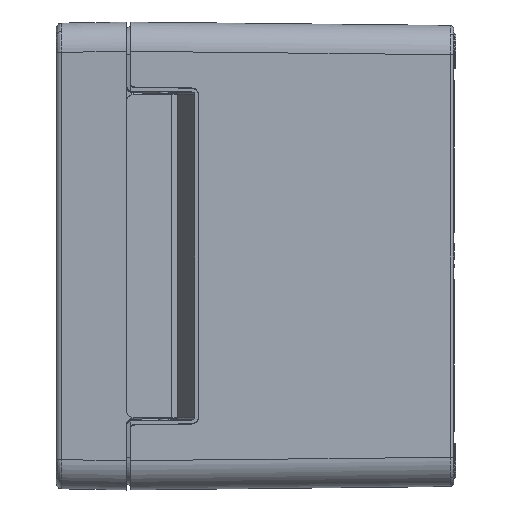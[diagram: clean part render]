
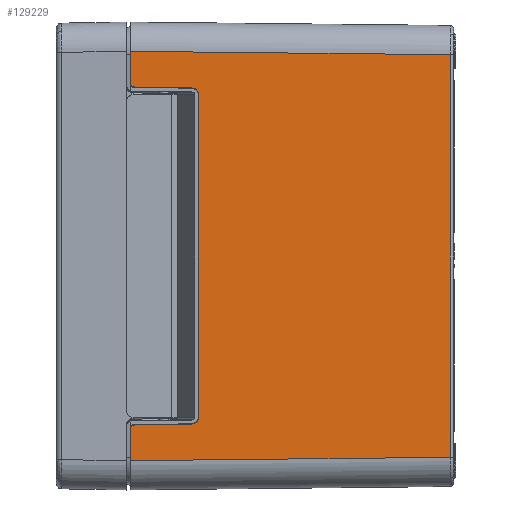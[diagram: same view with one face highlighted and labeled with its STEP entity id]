
A CAD part, left-side view. The second image highlights one B-rep face of the part: STEP entity #129229.
In plain terms, the highlighted planar face has unit normal (-1, -0.011, 0).
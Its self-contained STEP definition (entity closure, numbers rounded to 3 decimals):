
#3992 = ORIENTED_EDGE ( 'NONE', *, *, #10004, .T. ) ;
#4763 = VERTEX_POINT ( 'NONE', #19691 ) ;
#4842 = EDGE_CURVE ( 'NONE', #111959, #4763, #20422, .T. ) ;
#5019 = EDGE_CURVE ( 'NONE', #129163, #111959, #21337, .T. ) ;
#5049 = ORIENTED_EDGE ( 'NONE', *, *, #4842, .T. ) ;
#5533 = ORIENTED_EDGE ( 'NONE', *, *, #5019, .T. ) ;
#5705 = VERTEX_POINT ( 'NONE', #25271 ) ;
#5963 = VERTEX_POINT ( 'NONE', #26604 ) ;
#6015 = VERTEX_POINT ( 'NONE', #26707 ) ;
#6030 = ORIENTED_EDGE ( 'NONE', *, *, #7054, .T. ) ;
#6075 = ORIENTED_EDGE ( 'NONE', *, *, #129279, .T. ) ;
#7054 = EDGE_CURVE ( 'NONE', #5705, #127557, #31048, .T. ) ;
#7279 = ORIENTED_EDGE ( 'NONE', *, *, #7285, .F. ) ;
#7285 = EDGE_CURVE ( 'NONE', #5705, #5963, #32056, .T. ) ;
#7477 = VERTEX_POINT ( 'NONE', #32774 ) ;
#9368 = EDGE_CURVE ( 'NONE', #7477, #9482, #40950, .T. ) ;
#9482 = VERTEX_POINT ( 'NONE', #41623 ) ;
#9491 = EDGE_CURVE ( 'NONE', #6015, #9482, #41667, .T. ) ;
#9645 = ORIENTED_EDGE ( 'NONE', *, *, #9491, .T. ) ;
#9698 = ORIENTED_EDGE ( 'NONE', *, *, #9368, .F. ) ;
#9893 = ORIENTED_EDGE ( 'NONE', *, *, #10020, .T. ) ;
#10004 = EDGE_CURVE ( 'NONE', #4763, #119450, #44089, .T. ) ;
#10020 = EDGE_CURVE ( 'NONE', #119773, #10203, #44152, .T. ) ;
#10067 = ORIENTED_EDGE ( 'NONE', *, *, #10181, .T. ) ;
#10181 = EDGE_CURVE ( 'NONE', #10203, #6015, #44676, .T. ) ;
#10203 = VERTEX_POINT ( 'NONE', #44716 ) ;
#10228 = ORIENTED_EDGE ( 'NONE', *, *, #119817, .T. ) ;
#12096 = ORIENTED_EDGE ( 'NONE', *, *, #12234, .T. ) ;
#12234 = EDGE_CURVE ( 'NONE', #7477, #5963, #51337, .T. ) ;
#19691 = CARTESIAN_POINT ( 'NONE',  ( -148.528, -140.516, 86.029 ) ) ;
#20417 = DIRECTION ( 'NONE',  ( 0., 0., 1. ) ) ;
#20419 = VECTOR ( 'NONE', #20417, 1000. ) ;
#20420 = CARTESIAN_POINT ( 'NONE',  ( -148.528, -140.516, 100. ) ) ;
#20422 = LINE ( 'NONE', #20420, #20419 ) ;
#21333 = DIRECTION ( 'NONE',  ( 0.01, -1., 0.01 ) ) ;
#21334 = VECTOR ( 'NONE', #21333, 1000. ) ;
#21337 = LINE ( 'NONE', #21341, #21334 ) ;
#21341 = CARTESIAN_POINT ( 'NONE',  ( -149.979, -1.963, -87.48 ) ) ;
#25271 = CARTESIAN_POINT ( 'NONE',  ( -149.948, -4.983, -72.233 ) ) ;
#26604 = CARTESIAN_POINT ( 'NONE',  ( -149.685, -30.052, -71.795 ) ) ;
#26707 = CARTESIAN_POINT ( 'NONE',  ( -149.685, -30.052, 71.795 ) ) ;
#31035 = CARTESIAN_POINT ( 'NONE',  ( -149.958, -4., -73.233 ) ) ;
#31038 = CARTESIAN_POINT ( 'NONE',  ( -149.958, -4., -72.655 ) ) ;
#31040 = CARTESIAN_POINT ( 'NONE',  ( -149.954, -4.405, -72.243 ) ) ;
#31041 = CARTESIAN_POINT ( 'NONE',  ( -149.948, -4.983, -72.233 ) ) ;
#31048 =( BOUNDED_CURVE ( )  B_SPLINE_CURVE ( 3, ( #31041, #31040, #31038, #31035 ),
 .UNSPECIFIED., .F., .T. ) 
 B_SPLINE_CURVE_WITH_KNOTS ( ( 4, 4 ),
 ( 4.73, 6.283 ),
 .UNSPECIFIED. ) 
 CURVE ( )  GEOMETRIC_REPRESENTATION_ITEM ( )  RATIONAL_B_SPLINE_CURVE ( ( 1., 0.809, 0.809, 1. ) ) 
 REPRESENTATION_ITEM ( '' )  );
#32043 = DIRECTION ( 'NONE',  ( 0.01, -1., 0.017 ) ) ;
#32044 = VECTOR ( 'NONE', #32043, 1000. ) ;
#32046 = CARTESIAN_POINT ( 'NONE',  ( -149.973, -2.565, -72.275 ) ) ;
#32056 = LINE ( 'NONE', #32046, #32044 ) ;
#32774 = CARTESIAN_POINT ( 'NONE',  ( -149.654, -33., -68.796 ) ) ;
#40948 = VECTOR ( 'NONE', #40998, 1000. ) ;
#40949 = CARTESIAN_POINT ( 'NONE',  ( -149.654, -33., -72.25 ) ) ;
#40950 = LINE ( 'NONE', #40949, #40948 ) ;
#40998 = DIRECTION ( 'NONE',  ( 0., 0., 1. ) ) ;
#41623 = CARTESIAN_POINT ( 'NONE',  ( -149.654, -33., 68.796 ) ) ;
#41660 = CARTESIAN_POINT ( 'NONE',  ( -149.654, -33., 68.796 ) ) ;
#41661 = CARTESIAN_POINT ( 'NONE',  ( -149.654, -33., 70.529 ) ) ;
#41662 = CARTESIAN_POINT ( 'NONE',  ( -149.667, -31.785, 71.765 ) ) ;
#41663 = CARTESIAN_POINT ( 'NONE',  ( -149.685, -30.052, 71.795 ) ) ;
#41667 =( BOUNDED_CURVE ( )  B_SPLINE_CURVE ( 3, ( #41663, #41662, #41661, #41660 ),
 .UNSPECIFIED., .F., .T. ) 
 B_SPLINE_CURVE_WITH_KNOTS ( ( 4, 4 ),
 ( 4.73, 6.283 ),
 .UNSPECIFIED. ) 
 CURVE ( )  GEOMETRIC_REPRESENTATION_ITEM ( )  RATIONAL_B_SPLINE_CURVE ( ( 1., 0.809, 0.809, 1. ) ) 
 REPRESENTATION_ITEM ( '' )  );
#44086 = DIRECTION ( 'NONE',  ( -0.01, 1., 0.01 ) ) ;
#44087 = VECTOR ( 'NONE', #44086, 1000. ) ;
#44088 = CARTESIAN_POINT ( 'NONE',  ( -150.001, 0.131, 87.502 ) ) ;
#44089 = LINE ( 'NONE', #44088, #44087 ) ;
#44145 = CARTESIAN_POINT ( 'NONE',  ( -149.948, -4.983, 72.233 ) ) ;
#44146 = CARTESIAN_POINT ( 'NONE',  ( -149.954, -4.405, 72.243 ) ) ;
#44147 = CARTESIAN_POINT ( 'NONE',  ( -149.958, -4., 72.655 ) ) ;
#44148 = CARTESIAN_POINT ( 'NONE',  ( -149.958, -4., 73.233 ) ) ;
#44152 =( BOUNDED_CURVE ( )  B_SPLINE_CURVE ( 3, ( #44148, #44147, #44146, #44145 ),
 .UNSPECIFIED., .F., .T. ) 
 B_SPLINE_CURVE_WITH_KNOTS ( ( 4, 4 ),
 ( 0., 1.553 ),
 .UNSPECIFIED. ) 
 CURVE ( )  GEOMETRIC_REPRESENTATION_ITEM ( )  RATIONAL_B_SPLINE_CURVE ( ( 1., 0.809, 0.809, 1. ) ) 
 REPRESENTATION_ITEM ( '' )  );
#44671 = DIRECTION ( 'NONE',  ( 0.01, -1., -0.017 ) ) ;
#44673 = VECTOR ( 'NONE', #44671, 1000. ) ;
#44674 = CARTESIAN_POINT ( 'NONE',  ( -149.973, -2.565, 72.275 ) ) ;
#44676 = LINE ( 'NONE', #44674, #44673 ) ;
#44716 = CARTESIAN_POINT ( 'NONE',  ( -149.948, -4.983, 72.233 ) ) ;
#51327 = CARTESIAN_POINT ( 'NONE',  ( -149.685, -30.052, -71.795 ) ) ;
#51328 = CARTESIAN_POINT ( 'NONE',  ( -149.667, -31.785, -71.765 ) ) ;
#51329 = CARTESIAN_POINT ( 'NONE',  ( -149.654, -33., -70.529 ) ) ;
#51330 = CARTESIAN_POINT ( 'NONE',  ( -149.654, -33., -68.796 ) ) ;
#51337 =( BOUNDED_CURVE ( )  B_SPLINE_CURVE ( 3, ( #51330, #51329, #51328, #51327 ),
 .UNSPECIFIED., .F., .T. ) 
 B_SPLINE_CURVE_WITH_KNOTS ( ( 4, 4 ),
 ( 0., 1.553 ),
 .UNSPECIFIED. ) 
 CURVE ( )  GEOMETRIC_REPRESENTATION_ITEM ( )  RATIONAL_B_SPLINE_CURVE ( ( 1., 0.809, 0.809, 1. ) ) 
 REPRESENTATION_ITEM ( '' )  );
#111959 = VERTEX_POINT ( 'NONE', #131271 ) ;
#119450 = VERTEX_POINT ( 'NONE', #133059 ) ;
#119773 = VERTEX_POINT ( 'NONE', #133097 ) ;
#119817 = EDGE_CURVE ( 'NONE', #119450, #119773, #133138, .T. ) ;
#127557 = VERTEX_POINT ( 'NONE', #134658 ) ;
#129163 = VERTEX_POINT ( 'NONE', #134984 ) ;
#129229 = ADVANCED_FACE ( 'NONE', ( #135030 ), #135025, .T. ) ;
#129276 = EDGE_LOOP ( 'NONE', ( #7279, #6030, #6075, #5533, #5049, #3992, #10228, #9893, #10067, #9645, #9698, #12096 ) ) ;
#129279 = EDGE_CURVE ( 'NONE', #127557, #129163, #135112, .T. ) ;
#131271 = CARTESIAN_POINT ( 'NONE',  ( -148.528, -140.516, -86.029 ) ) ;
#133059 = CARTESIAN_POINT ( 'NONE',  ( -149.958, -4., 87.459 ) ) ;
#133097 = CARTESIAN_POINT ( 'NONE',  ( -149.958, -4., 73.233 ) ) ;
#133135 = DIRECTION ( 'NONE',  ( 0., 0., -1. ) ) ;
#133136 = VECTOR ( 'NONE', #133135, 1000. ) ;
#133137 = CARTESIAN_POINT ( 'NONE',  ( -149.958, -4., 100. ) ) ;
#133138 = LINE ( 'NONE', #133137, #133136 ) ;
#134658 = CARTESIAN_POINT ( 'NONE',  ( -149.958, -4., -73.233 ) ) ;
#134984 = CARTESIAN_POINT ( 'NONE',  ( -149.958, -4., -87.459 ) ) ;
#135021 = DIRECTION ( 'NONE',  ( 0.01, -1., 0. ) ) ;
#135022 = DIRECTION ( 'NONE',  ( -1., -0.01, 0. ) ) ;
#135023 = AXIS2_PLACEMENT_3D ( 'NONE', #135024, #135022, #135021 ) ;
#135024 = CARTESIAN_POINT ( 'NONE',  ( -150., 0., 100. ) ) ;
#135025 = PLANE ( 'NONE',  #135023 ) ;
#135030 = FACE_OUTER_BOUND ( 'NONE', #129276, .T. ) ;
#135109 = DIRECTION ( 'NONE',  ( 0., 0., -1. ) ) ;
#135110 = VECTOR ( 'NONE', #135109, 1000. ) ;
#135111 = CARTESIAN_POINT ( 'NONE',  ( -149.958, -4., 100. ) ) ;
#135112 = LINE ( 'NONE', #135111, #135110 ) ;
